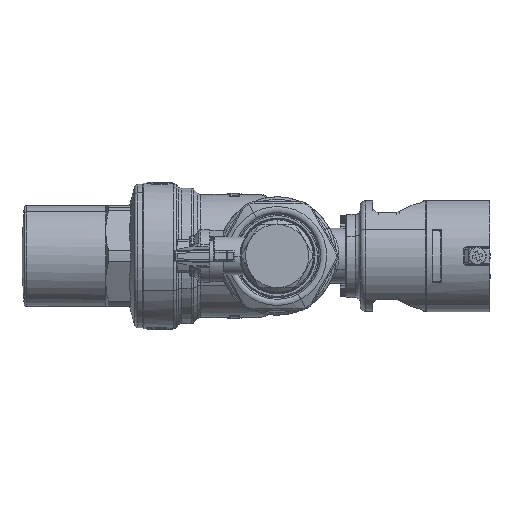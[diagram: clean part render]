
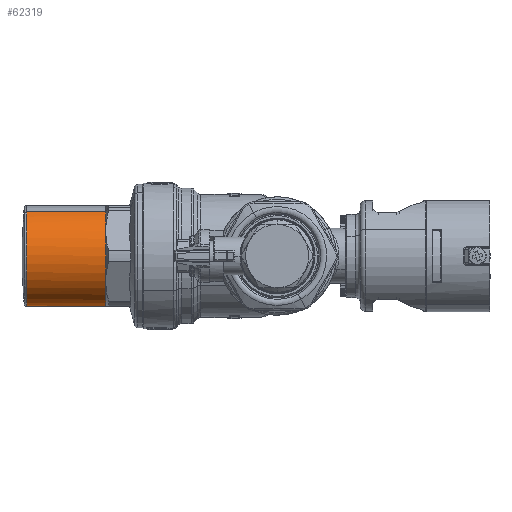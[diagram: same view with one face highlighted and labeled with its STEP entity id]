
A CAD part, left-side view. The second image highlights one B-rep face of the part: STEP entity #62319.
In plain terms, the highlighted cylindrical face has radius 20 mm (diameter 40 mm), a partial arc.
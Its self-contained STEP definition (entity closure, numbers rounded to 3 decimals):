
#58968=CARTESIAN_POINT('Vertex',(212.639,68.,10.)) ;
#59033=CARTESIAN_POINT('Vertex',(212.639,68.,-10.)) ;
#59098=CARTESIAN_POINT('Vertex',(229.959,68.,-20.)) ;
#60536=CARTESIAN_POINT('Vertex',(239.548,68.,-17.552)) ;
#60582=CARTESIAN_POINT('Vertex',(220.371,68.,17.552)) ;
#60598=CARTESIAN_POINT('Axis2P3D Location',(229.959,68.,0.)) ;
#60611=CARTESIAN_POINT('Axis2P3D Location',(229.959,68.,0.)) ;
#60624=CARTESIAN_POINT('Axis2P3D Location',(229.959,68.,0.)) ;
#60637=CARTESIAN_POINT('Axis2P3D Location',(229.959,68.,0.)) ;
#62270=CARTESIAN_POINT('Axis2P3D Location',(229.959,71.9,0.)) ;
#62275=CARTESIAN_POINT('Line Origine',(220.371,78.868,17.552)) ;
#62279=CARTESIAN_POINT('Vertex',(220.371,99.35,17.552)) ;
#62282=CARTESIAN_POINT('Line Origine',(239.548,78.868,-17.552)) ;
#62286=CARTESIAN_POINT('Vertex',(239.548,99.35,-17.552)) ;
#62305=CARTESIAN_POINT('Axis2P3D Location',(229.959,99.35,0.)) ;
#62277=VECTOR('Line Direction',#62276,1.) ;
#62284=VECTOR('Line Direction',#62283,1.) ;
#60599=DIRECTION('Axis2P3D Direction',(0.,-1.,0.)) ;
#60612=DIRECTION('Axis2P3D Direction',(0.,-1.,0.)) ;
#60625=DIRECTION('Axis2P3D Direction',(0.,-1.,0.)) ;
#60638=DIRECTION('Axis2P3D Direction',(0.,-1.,0.)) ;
#62271=DIRECTION('Axis2P3D Direction',(0.,-1.,0.)) ;
#62272=DIRECTION('Axis2P3D XDirection',(0.479,0.,-0.878)) ;
#62276=DIRECTION('Vector Direction',(0.,-1.,0.)) ;
#62283=DIRECTION('Vector Direction',(0.,-1.,0.)) ;
#62306=DIRECTION('Axis2P3D Direction',(0.,-1.,0.)) ;
#60600=AXIS2_PLACEMENT_3D('Circle Axis2P3D',#60598,#60599,$) ;
#60613=AXIS2_PLACEMENT_3D('Circle Axis2P3D',#60611,#60612,$) ;
#60626=AXIS2_PLACEMENT_3D('Circle Axis2P3D',#60624,#60625,$) ;
#60639=AXIS2_PLACEMENT_3D('Circle Axis2P3D',#60637,#60638,$) ;
#62273=AXIS2_PLACEMENT_3D('Cylinder Axis2P3D',#62270,#62271,#62272) ;
#62307=AXIS2_PLACEMENT_3D('Circle Axis2P3D',#62305,#62306,$) ;
#62278=LINE('Line',#62275,#62277) ;
#62285=LINE('Line',#62282,#62284) ;
#60601=CIRCLE('generated circle',#60600,20.) ;
#60614=CIRCLE('generated circle',#60613,20.) ;
#60627=CIRCLE('generated circle',#60626,20.) ;
#60640=CIRCLE('generated circle',#60639,20.) ;
#62308=CIRCLE('generated circle',#62307,20.) ;
#62274=CYLINDRICAL_SURFACE('generated cylinder',#62273,20.) ;
#60602=EDGE_CURVE('',#60583,#58969,#60601,.T.) ;
#60615=EDGE_CURVE('',#58969,#59034,#60614,.T.) ;
#60628=EDGE_CURVE('',#59034,#59099,#60627,.T.) ;
#60641=EDGE_CURVE('',#59099,#60537,#60640,.T.) ;
#62281=EDGE_CURVE('',#60583,#62280,#62278,.F.) ;
#62288=EDGE_CURVE('',#60537,#62287,#62285,.F.) ;
#62309=EDGE_CURVE('',#62280,#62287,#62308,.T.) ;
#62311=ORIENTED_EDGE('',*,*,#62288,.F.) ;
#62312=ORIENTED_EDGE('',*,*,#60641,.F.) ;
#62313=ORIENTED_EDGE('',*,*,#60628,.F.) ;
#62314=ORIENTED_EDGE('',*,*,#60615,.F.) ;
#62315=ORIENTED_EDGE('',*,*,#60602,.F.) ;
#62316=ORIENTED_EDGE('',*,*,#62281,.T.) ;
#62317=ORIENTED_EDGE('',*,*,#62309,.T.) ;
#62310=EDGE_LOOP('',(#62311,#62312,#62313,#62314,#62315,#62316,#62317)) ;
#58969=VERTEX_POINT('',#58968) ;
#59034=VERTEX_POINT('',#59033) ;
#59099=VERTEX_POINT('',#59098) ;
#60537=VERTEX_POINT('',#60536) ;
#60583=VERTEX_POINT('',#60582) ;
#62280=VERTEX_POINT('',#62279) ;
#62287=VERTEX_POINT('',#62286) ;
#62319=ADVANCED_FACE('PartBody',(#62318),#62274,.T.) ;
#62318=FACE_OUTER_BOUND('',#62310,.T.) ;
